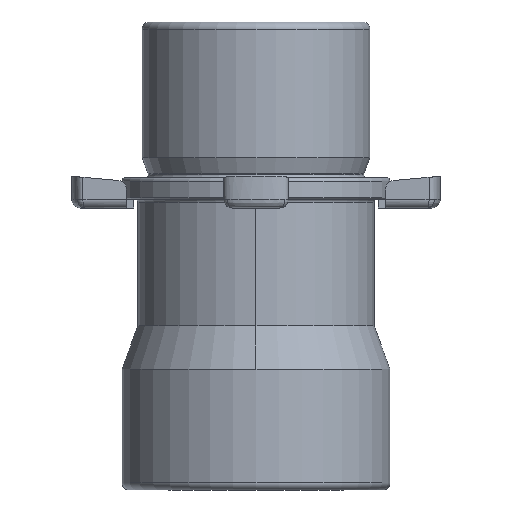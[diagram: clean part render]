
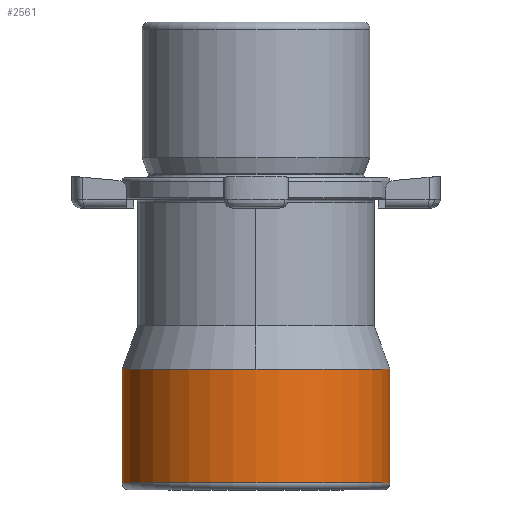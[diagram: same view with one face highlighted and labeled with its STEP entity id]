
A CAD part, left-side view. The second image highlights one B-rep face of the part: STEP entity #2561.
In plain terms, the highlighted cylindrical face has radius 29.889 mm (diameter 59.779 mm), a partial arc.
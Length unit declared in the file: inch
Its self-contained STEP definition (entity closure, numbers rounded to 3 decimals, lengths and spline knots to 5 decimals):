
#92 = AXIS2_PLACEMENT_3D ( 'NONE', #7498, #4556, #7547 ) ;
#215 = CARTESIAN_POINT ( 'NONE',  ( 0., 0., -2.6775 ) ) ;
#218 = AXIS2_PLACEMENT_3D ( 'NONE', #4464, #4665, #653 ) ;
#634 = AXIS2_PLACEMENT_3D ( 'NONE', #215, #3370, #9251 ) ;
#653 = DIRECTION ( 'NONE',  ( -1., 0., 0. ) ) ;
#705 = AXIS2_PLACEMENT_3D ( 'NONE', #7509, #3826, #4617 ) ;
#980 = ORIENTED_EDGE ( 'NONE', *, *, #4750, .T. ) ;
#2053 = CARTESIAN_POINT ( 'NONE',  ( 0., 1.17675, -1.68259 ) ) ;
#2542 = LINE ( 'NONE', #2689, #2941 ) ;
#2561 = ADVANCED_FACE ( 'NONE', ( #4454 ), #2859, .T. ) ;
#2643 = VERTEX_POINT ( 'NONE', #6106 ) ;
#2689 = CARTESIAN_POINT ( 'NONE',  ( 0., 1.17675, 1.39 ) ) ;
#2717 = CARTESIAN_POINT ( 'NONE',  ( -1.17675, 0., -1.68259 ) ) ;
#2758 = CIRCLE ( 'NONE', #705, 1.17675 ) ;
#2859 = CYLINDRICAL_SURFACE ( 'NONE', #92, 1.17675 ) ;
#2870 = CARTESIAN_POINT ( 'NONE',  ( 0., -1.17675, 1.39 ) ) ;
#2941 = VECTOR ( 'NONE', #3389, 39.37008 ) ;
#3148 = EDGE_LOOP ( 'NONE', ( #7131, #8326, #6449, #980, #9173 ) ) ;
#3370 = DIRECTION ( 'NONE',  ( 0., 0., 1. ) ) ;
#3389 = DIRECTION ( 'NONE',  ( 0., 0., 1. ) ) ;
#3755 = VECTOR ( 'NONE', #4318, 39.37008 ) ;
#3826 = DIRECTION ( 'NONE',  ( 0., 0., -1. ) ) ;
#4147 = EDGE_CURVE ( 'NONE', #8372, #7224, #2542, .T. ) ;
#4318 = DIRECTION ( 'NONE',  ( 0., 0., 1. ) ) ;
#4454 = FACE_OUTER_BOUND ( 'NONE', #3148, .T. ) ;
#4464 = CARTESIAN_POINT ( 'NONE',  ( 0., 0., -1.68259 ) ) ;
#4556 = DIRECTION ( 'NONE',  ( 0., 0., 1. ) ) ;
#4617 = DIRECTION ( 'NONE',  ( -1., 0., 0. ) ) ;
#4650 = VERTEX_POINT ( 'NONE', #6666 ) ;
#4665 = DIRECTION ( 'NONE',  ( 0., 0., -1. ) ) ;
#4671 = EDGE_CURVE ( 'NONE', #2643, #4650, #5058, .T. ) ;
#4750 = EDGE_CURVE ( 'NONE', #4650, #9369, #2758, .T. ) ;
#4779 = EDGE_CURVE ( 'NONE', #9369, #7224, #9765, .T. ) ;
#5058 = LINE ( 'NONE', #2870, #3755 ) ;
#5413 = CARTESIAN_POINT ( 'NONE',  ( 0., 1.17675, -2.6775 ) ) ;
#6106 = CARTESIAN_POINT ( 'NONE',  ( 0., -1.17675, -2.6775 ) ) ;
#6449 = ORIENTED_EDGE ( 'NONE', *, *, #4671, .T. ) ;
#6666 = CARTESIAN_POINT ( 'NONE',  ( 0., -1.17675, -1.68259 ) ) ;
#7131 = ORIENTED_EDGE ( 'NONE', *, *, #4147, .F. ) ;
#7224 = VERTEX_POINT ( 'NONE', #2053 ) ;
#7498 = CARTESIAN_POINT ( 'NONE',  ( 0., 0., 1.39 ) ) ;
#7509 = CARTESIAN_POINT ( 'NONE',  ( 0., 0., -1.68259 ) ) ;
#7547 = DIRECTION ( 'NONE',  ( 0., -1., 0. ) ) ;
#8326 = ORIENTED_EDGE ( 'NONE', *, *, #9814, .T. ) ;
#8372 = VERTEX_POINT ( 'NONE', #5413 ) ;
#8752 = CIRCLE ( 'NONE', #634, 1.17675 ) ;
#9173 = ORIENTED_EDGE ( 'NONE', *, *, #4779, .T. ) ;
#9251 = DIRECTION ( 'NONE',  ( 0., -1., 0. ) ) ;
#9369 = VERTEX_POINT ( 'NONE', #2717 ) ;
#9765 = CIRCLE ( 'NONE', #218, 1.17675 ) ;
#9814 = EDGE_CURVE ( 'NONE', #8372, #2643, #8752, .T. ) ;
